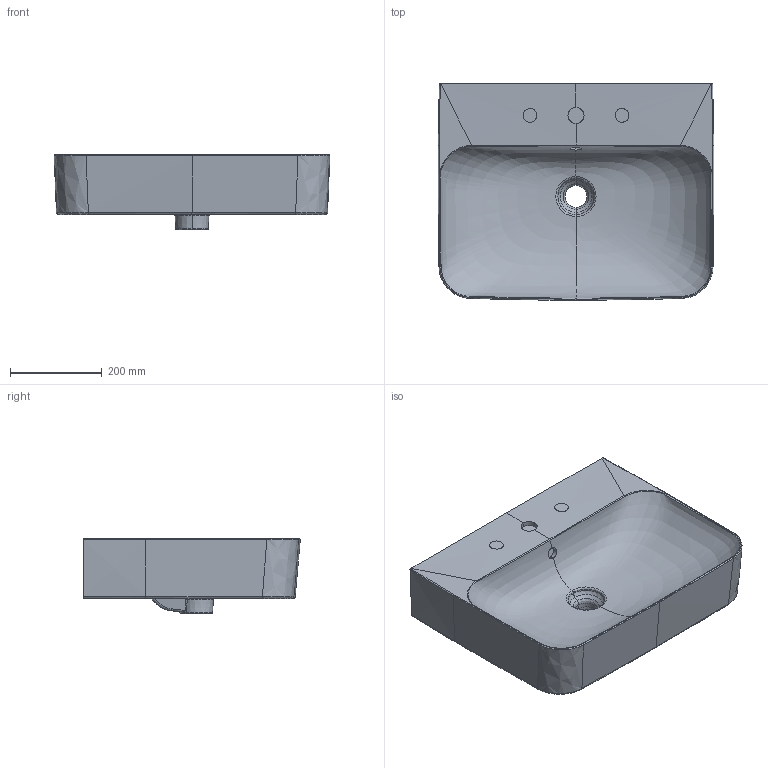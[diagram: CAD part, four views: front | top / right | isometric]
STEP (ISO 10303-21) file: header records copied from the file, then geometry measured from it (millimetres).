
FILE_DESCRIPTION(/* description */ (''),/* implementation_level */ '2;1');
FILE_NAME(/* name */ '416860_Finion_WT_60.stp',/* time_stamp */ '2019-02-18T10:46:05+01:00',/* author */ (''),/* organization */ (''),/* preprocessor_version */ 'ST-DEVELOPER v16',/* originating_system */ 'SIEMENS PLM Software NX 10.0',/* authorisation */ '');
FILE_SCHEMA (('AUTOMOTIVE_DESIGN { 1 0 10303 214 3 1 1 1 }'));
Length unit declared in the file: millimetre
Products named in the file (1): math227069EC3y49
Bounding box: 599.64 x 470.93 x 164.04 mm (x, y, z)
Volume: 21129926.2 mm3; surface area: 895573.2 mm2
Topology: 1 solids, 1 shells, 152 faces, 369 edges, 219 vertices
Faces by surface type: bspline 90, plane 26, cylinder 12, cone 8, revolution 6, torus 4, extrusion 4, sphere 2
Entity records: 13683 total; most frequent: CARTESIAN_POINT 10948, ORIENTED_EDGE 732, EDGE_CURVE 366, DIRECTION 292, B_SPLINE_CURVE_WITH_KNOTS 265, VERTEX_POINT 219, EDGE_LOOP 157, ADVANCED_FACE 152
